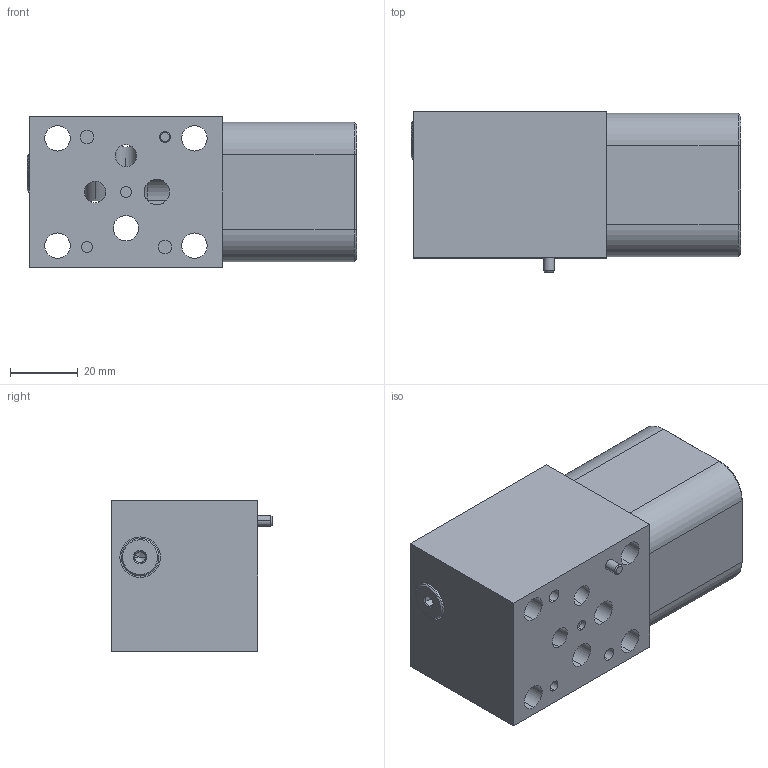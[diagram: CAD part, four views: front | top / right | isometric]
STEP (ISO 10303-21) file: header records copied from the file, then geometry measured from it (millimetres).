
FILE_DESCRIPTION((''),'2;1');
FILE_NAME('GBD_ASM','2019-09-25T',('ProEService'),(''),'PRO/ENGINEER BY PARAMETRIC TECHNOLOGY CORPORATION, 2014200','PRO/ENGINEER BY PARAMETRIC TECHNOLOGY CORPORATION, 2014200','');
FILE_SCHEMA(('CONFIG_CONTROL_DESIGN'));
Length unit declared in the file: inch
Products named in the file (6): 151-613; A330-006-002; 811-001-006; 500-001-012; 700-002; GBD_ASM
Assembly tree (5 placements, depth 2):
  GBD_ASM
    151-613
    A330-006-002
    811-001-006
    500-001-012
    700-002
Bounding box: 97.46 x 47.35 x 44.45 mm (x, y, z)
Volume: 137390.4 mm3; surface area: 33220.9 mm2
Topology: 3 solids, 3 shells, 182 faces, 911 edges, 972 vertices
Faces by surface type: cylinder 76, plane 57, cone 38, sphere 7, torus 4
Entity records: 9515 total; most frequent: CARTESIAN_POINT 2506, DIRECTION 1460, ORIENTED_EDGE 870, VECTOR 664, LINE 664, TRIMMED_CURVE 470, EDGE_CURVE 435, COMPOSITE_CURVE_SEGMENT 424
